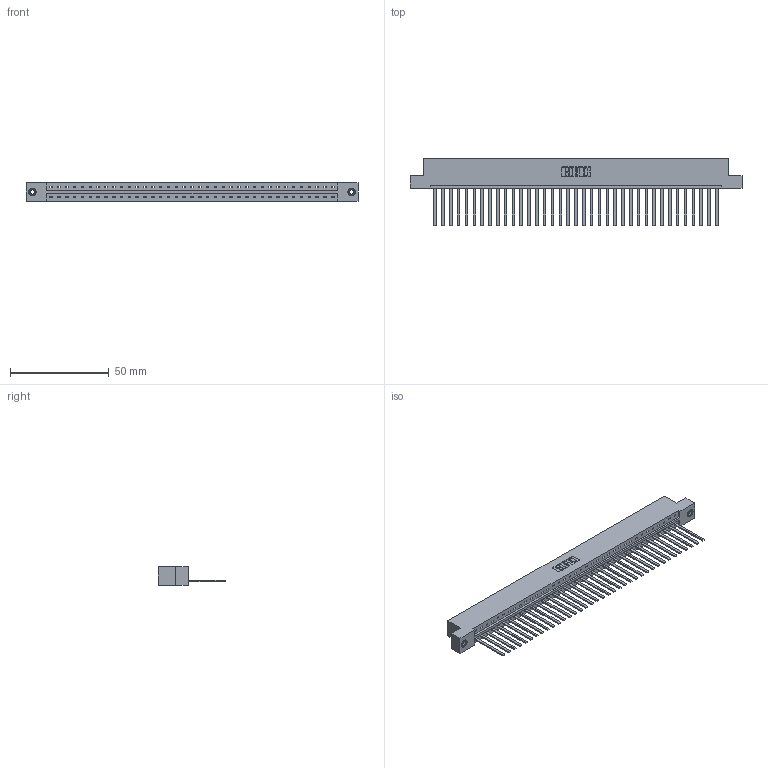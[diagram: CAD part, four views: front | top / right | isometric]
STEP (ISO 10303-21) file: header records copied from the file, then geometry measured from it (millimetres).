
FILE_DESCRIPTION (( 'STEP AP203' ), '1' );
FILE_NAME ('333-037-544-108.STEP', '2018-08-03T02:53:41', ( '' ), ( '' ), 'SwSTEP 2.0', 'SolidWorks 2016', '' );
FILE_SCHEMA (( 'CONFIG_CONTROL_DESIGN' ));
Length unit declared in the file: inch
Products named in the file (4): 333 Part_Flush - .156 Dia - TI; 345-292-001_345-293-144; 345-250-001_345-250-003-102; 333-037-544-108
Assembly tree (40 placements, depth 2):
  333-037-544-108
    333 Part_Flush - .156 Dia - TI
    345-292-001_345-293-144  x37
    345-250-001_345-250-003-102  x2
Bounding box: 168.15 x 34.3 x 9.4 mm (x, y, z)
Volume: 17299.4 mm3; surface area: 20104.2 mm2
Topology: 40 solids, 40 shells, 2098 faces, 6293 edges, 4138 vertices
Faces by surface type: plane 1508, cylinder 574, cone 12, torus 4
Entity records: 24268 total; most frequent: CARTESIAN_POINT 4168, ORIENTED_EDGE 4134, DIRECTION 3555, EDGE_CURVE 2067, LINE 1923, VECTOR 1923, VERTEX_POINT 1372, AXIS2_PLACEMENT_3D 816
